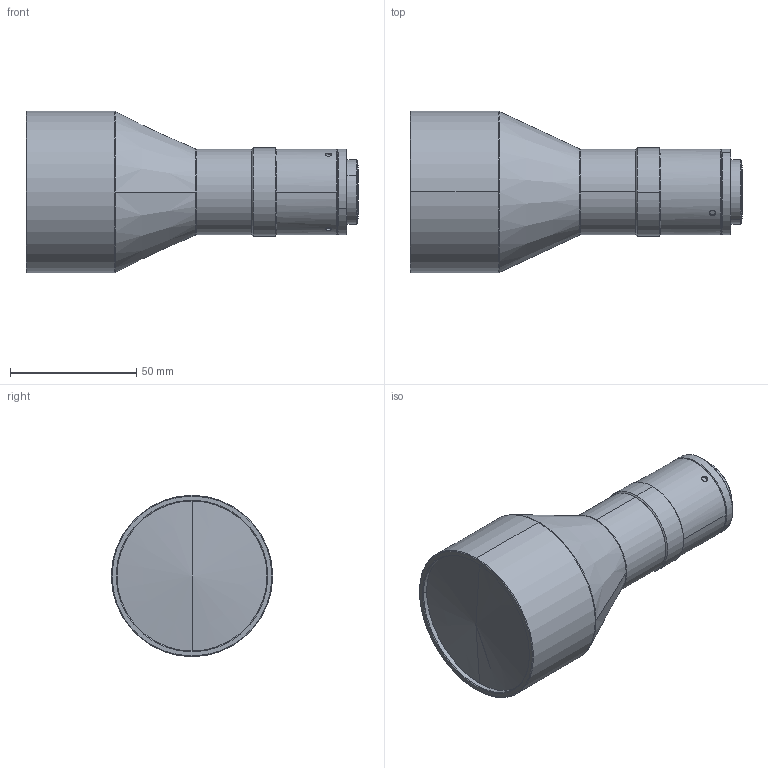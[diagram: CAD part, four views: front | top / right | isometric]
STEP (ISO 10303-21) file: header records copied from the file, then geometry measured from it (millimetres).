
FILE_DESCRIPTION (( 'STEP AP203' ), '1' );
FILE_NAME ('DTCM118-48.STEP', '2018-01-04T02:45:09', ( 'frank' ), ( '' ), 'SwSTEP 2.0', 'SolidWorks 2012', '' );
FILE_SCHEMA (( 'CONFIG_CONTROL_DESIGN' ));
Length unit declared in the file: millimetre
Products named in the file (1): DTCM118-48
Bounding box: 131.7 x 64 x 64 mm (x, y, z)
Volume: 228913.5 mm3; surface area: 24028.4 mm2
Topology: 1 solids, 1 shells, 66 faces, 153 edges, 94 vertices
Faces by surface type: cylinder 29, cone 26, plane 7, torus 4
Entity records: 2134 total; most frequent: CARTESIAN_POINT 528, DIRECTION 351, ORIENTED_EDGE 298, EDGE_CURVE 149, AXIS2_PLACEMENT_3D 149, VERTEX_POINT 94, CIRCLE 82, EDGE_LOOP 75
